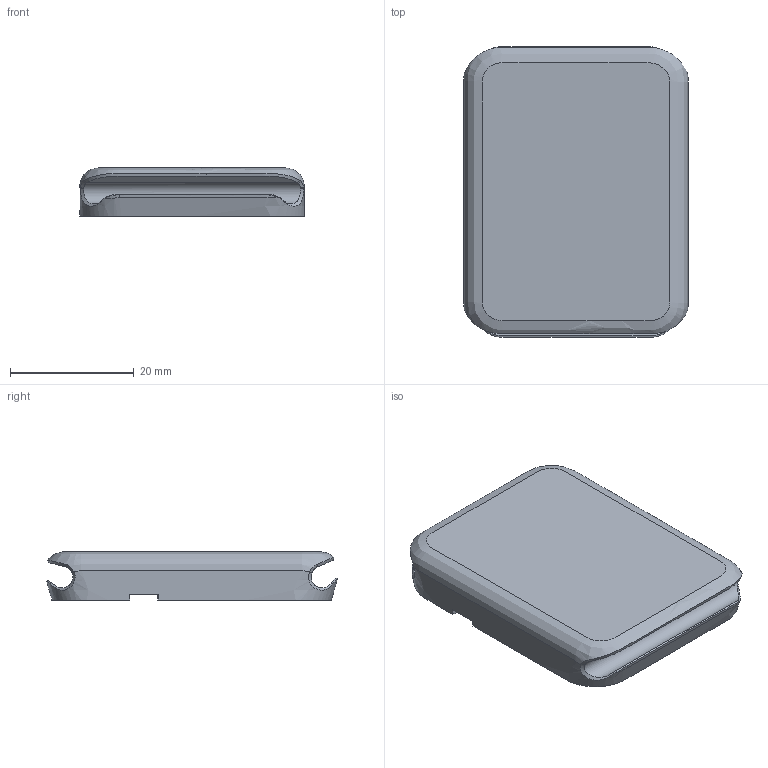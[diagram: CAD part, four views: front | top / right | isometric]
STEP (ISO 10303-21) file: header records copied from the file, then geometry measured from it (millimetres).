
FILE_DESCRIPTION(/* description */ (''),/* implementation_level */ '2;1');
FILE_NAME(/* name */ 'Case_Back_V8.step',/* time_stamp */ '2023-12-14T16:27:39+11:00',/* author */ (''),/* organization */ (''),/* preprocessor_version */ 'ST-DEVELOPER v20',/* originating_system */ 'Autodesk Translation Framework v12.14.0.127',/* authorisation */ '');
FILE_SCHEMA (('AUTOMOTIVE_DESIGN { 1 0 10303 214 3 1 1 }'));
Length unit declared in the file: millimetre
Products named in the file (1): TinyWATCH R3 Case
Bounding box: 36.4 x 47.04 x 7.81 mm (x, y, z)
Volume: 4370.2 mm3; surface area: 5497 mm2
Topology: 1 solids, 1 shells, 101 faces, 272 edges, 176 vertices
Faces by surface type: plane 50, bspline 43, cylinder 8
Entity records: 7767 total; most frequent: CARTESIAN_POINT 5615, ORIENTED_EDGE 544, EDGE_CURVE 272, DIRECTION 256, VERTEX_POINT 176, B_SPLINE_CURVE_WITH_KNOTS 142, LINE 122, VECTOR 122
